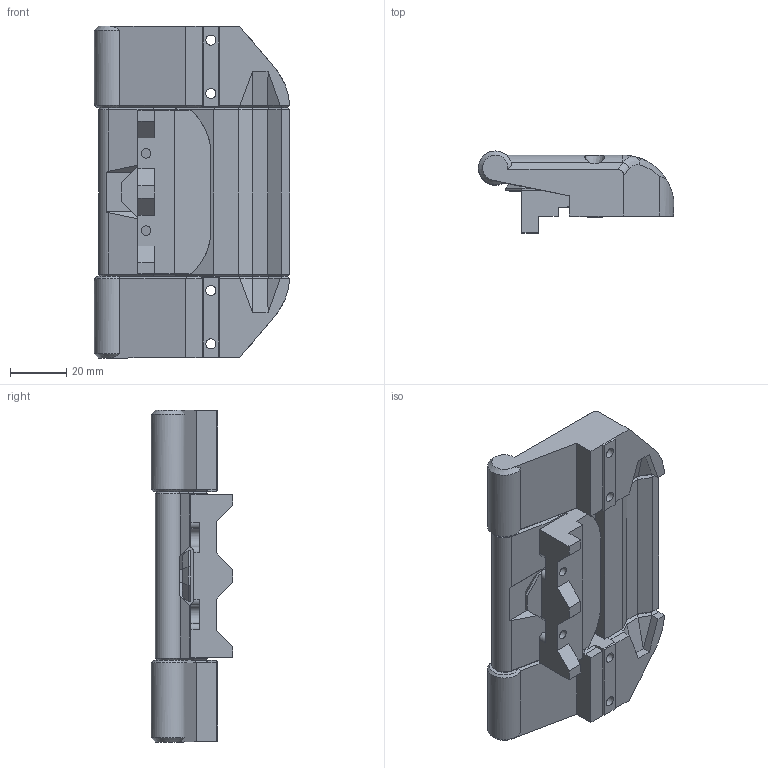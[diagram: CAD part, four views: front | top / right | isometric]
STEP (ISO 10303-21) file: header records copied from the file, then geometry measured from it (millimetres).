
FILE_DESCRIPTION(/* description */ (''),/* implementation_level */ '2;1');
FILE_NAME(/* name */ 'clicky_clack_latch_handle-6mm.step',/* time_stamp */ '2025-06-20T08:34:00-05:00',/* author */ (''),/* organization */ (''),/* preprocessor_version */ 'ST-DEVELOPER v20.1',/* originating_system */ 'Autodesk Translation Framework v14.10.0.0',/* authorisation */ '');
FILE_SCHEMA (('AUTOMOTIVE_DESIGN { 1 0 10303 214 3 1 1 }'));
Length unit declared in the file: millimetre
Products named in the file (6): Latch Handle; Latch; Handle; Hinge_Top; Panel_Clip; Hinge_Bottom
Assembly tree (5 placements, depth 2):
  Latch Handle
    Latch
    Handle
    Hinge_Top
    Panel_Clip
    Hinge_Bottom
Bounding box: 69.36 x 29.02 x 118 mm (x, y, z)
Volume: 111569.7 mm3; surface area: 33896 mm2
Topology: 5 solids, 5 shells, 380 faces, 943 edges, 595 vertices
Faces by surface type: plane 302, cylinder 49, cone 21, bspline 6, torus 2
Full cylindrical faces by diameter (mm): 2.8 x2, 3.4 x2, 3.6 x6, 4.8 x1, 5.8 x2, 6.5 x1, 7.1 x2
Entity records: 11450 total; most frequent: CARTESIAN_POINT 2258, ORIENTED_EDGE 1880, DIRECTION 1810, EDGE_CURVE 940, LINE 752, VECTOR 752, VERTEX_POINT 595, AXIS2_PLACEMENT_3D 529
